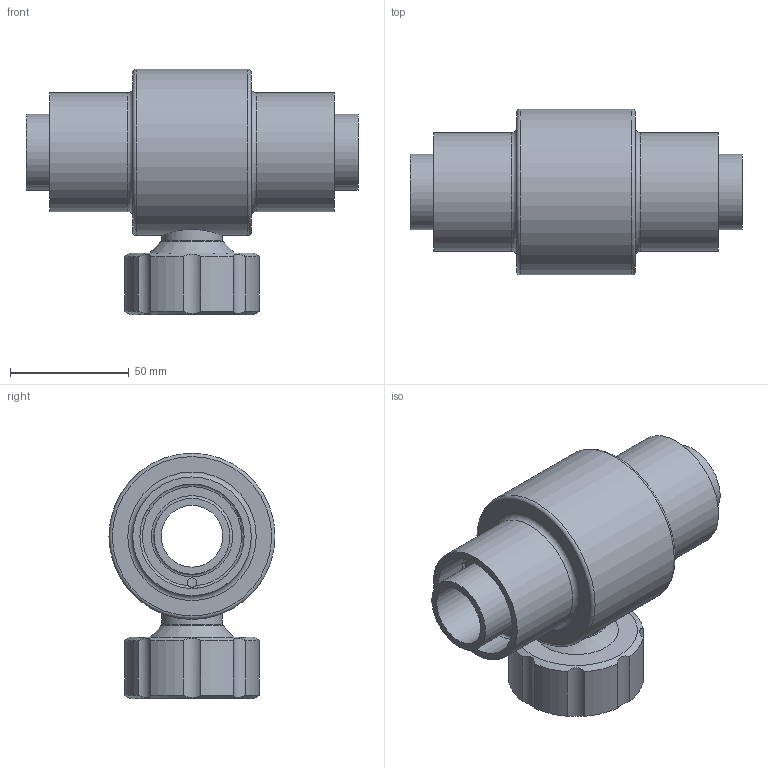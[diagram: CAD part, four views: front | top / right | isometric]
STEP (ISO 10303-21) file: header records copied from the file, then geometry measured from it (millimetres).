
FILE_DESCRIPTION(/* description */ ('STEP AP203'),/* implementation_level */ '2;1');
FILE_NAME(/* name */ 'AGRU_11196503271_Poly-Flo Measuring Fitting_one side leakage control_PPR grey_50_32 SDR17_11 (architecture400)',/* time_stamp */ '2022-10-28T12:46:26+02:00',/* author */ ('License CC BY-ND 4.0'),/* organization */ ('CADENAS'),/* preprocessor_version */ 'ST-DEVELOPER v18.102',/* originating_system */ 'PARTsolutions',/* authorisation */ ' ');
FILE_SCHEMA (('CONFIG_CONTROL_DESIGN'));
Length unit declared in the file: millimetre
Products named in the file (1): AGRU_11196503271_Poly-Flo Measuring Fitting_one side leakage control_
PPR grey_50/32  SDR17/11 (architecture400)
Bounding box: 140 x 70 x 103.5 mm (x, y, z)
Volume: 291427.8 mm3; surface area: 61765.2 mm2
Topology: 1 solids, 1 shells, 52 faces, 116 edges, 73 vertices
Faces by surface type: cylinder 28, plane 12, torus 9, cone 3
Full cylindrical faces by diameter (mm): 4 x1, 20 x1, 25.7 x1, 26 x1, 32 x2, 38.952 x1, 44 x2, 50 x2, 70 x1
Entity records: 1397 total; most frequent: CARTESIAN_POINT 335, DIRECTION 222, ORIENTED_EDGE 170, AXIS2_PLACEMENT_3D 103, EDGE_LOOP 88, FACE_BOUND 88, EDGE_CURVE 85, VERTEX_POINT 67
